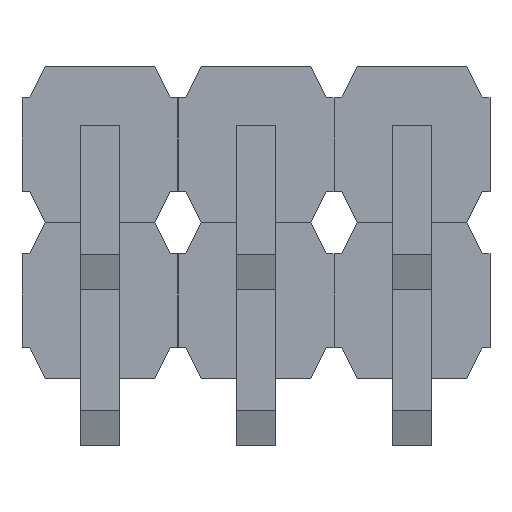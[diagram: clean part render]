
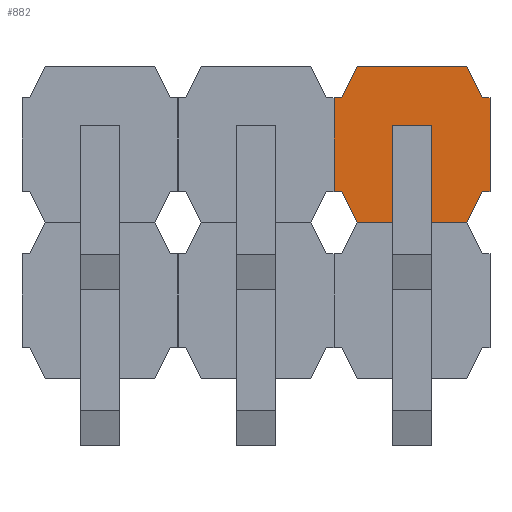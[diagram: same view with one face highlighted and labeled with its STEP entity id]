
A CAD part, top view. The second image highlights one B-rep face of the part: STEP entity #882.
In plain terms, the highlighted planar face has unit normal (0, 0, 1).
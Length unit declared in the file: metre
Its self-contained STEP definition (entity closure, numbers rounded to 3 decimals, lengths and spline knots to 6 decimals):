
#134=ORIENTED_EDGE('',*,*,#310,.F.);
#135=ORIENTED_EDGE('',*,*,#314,.F.);
#136=ORIENTED_EDGE('',*,*,#317,.T.);
#137=ORIENTED_EDGE('',*,*,#320,.F.);
#138=ORIENTED_EDGE('',*,*,#323,.F.);
#139=ORIENTED_EDGE('',*,*,#326,.T.);
#140=ORIENTED_EDGE('',*,*,#329,.T.);
#141=ORIENTED_EDGE('',*,*,#332,.F.);
#142=ORIENTED_EDGE('',*,*,#335,.T.);
#143=ORIENTED_EDGE('',*,*,#338,.F.);
#144=ORIENTED_EDGE('',*,*,#341,.F.);
#145=ORIENTED_EDGE('',*,*,#345,.T.);
#146=ORIENTED_EDGE('',*,*,#300,.T.);
#147=ORIENTED_EDGE('',*,*,#304,.T.);
#148=ORIENTED_EDGE('',*,*,#307,.F.);
#149=ORIENTED_EDGE('',*,*,#343,.T.);
#300=EDGE_CURVE('',#415,#414,#490,.T.);
#304=EDGE_CURVE('',#414,#417,#494,.T.);
#307=EDGE_CURVE('',#419,#417,#497,.T.);
#310=EDGE_CURVE('',#422,#423,#500,.T.);
#314=EDGE_CURVE('',#425,#422,#504,.T.);
#317=EDGE_CURVE('',#425,#427,#507,.T.);
#320=EDGE_CURVE('',#429,#427,#510,.T.);
#323=EDGE_CURVE('',#431,#429,#513,.T.);
#326=EDGE_CURVE('',#431,#433,#516,.T.);
#329=EDGE_CURVE('',#433,#435,#519,.T.);
#332=EDGE_CURVE('',#437,#435,#522,.T.);
#335=EDGE_CURVE('',#437,#439,#525,.T.);
#338=EDGE_CURVE('',#441,#439,#528,.T.);
#341=EDGE_CURVE('',#443,#441,#531,.T.);
#343=EDGE_CURVE('',#419,#415,#533,.T.);
#345=EDGE_CURVE('',#443,#423,#535,.T.);
#414=VERTEX_POINT('',#1235);
#415=VERTEX_POINT('',#1237);
#417=VERTEX_POINT('',#1243);
#419=VERTEX_POINT('',#1249);
#422=VERTEX_POINT('',#1256);
#423=VERTEX_POINT('',#1258);
#425=VERTEX_POINT('',#1264);
#427=VERTEX_POINT('',#1270);
#429=VERTEX_POINT('',#1276);
#431=VERTEX_POINT('',#1282);
#433=VERTEX_POINT('',#1288);
#435=VERTEX_POINT('',#1294);
#437=VERTEX_POINT('',#1300);
#439=VERTEX_POINT('',#1306);
#441=VERTEX_POINT('',#1312);
#443=VERTEX_POINT('',#1318);
#490=LINE('',#1236,#604);
#494=LINE('',#1244,#608);
#497=LINE('',#1250,#611);
#500=LINE('',#1257,#614);
#504=LINE('',#1265,#618);
#507=LINE('',#1271,#621);
#510=LINE('',#1277,#624);
#513=LINE('',#1283,#627);
#516=LINE('',#1289,#630);
#519=LINE('',#1295,#633);
#522=LINE('',#1301,#636);
#525=LINE('',#1307,#639);
#528=LINE('',#1313,#642);
#531=LINE('',#1319,#645);
#533=LINE('',#1322,#647);
#535=LINE('',#1325,#649);
#604=VECTOR('',#1003,1.);
#608=VECTOR('',#1009,1.);
#611=VECTOR('',#1014,1.);
#614=VECTOR('',#1019,1.);
#618=VECTOR('',#1025,1.);
#621=VECTOR('',#1030,1.);
#624=VECTOR('',#1035,1.);
#627=VECTOR('',#1040,1.);
#630=VECTOR('',#1045,1.);
#633=VECTOR('',#1050,1.);
#636=VECTOR('',#1055,1.);
#639=VECTOR('',#1060,1.);
#642=VECTOR('',#1065,1.);
#645=VECTOR('',#1070,1.);
#647=VECTOR('',#1074,1.);
#649=VECTOR('',#1078,1.);
#732=EDGE_LOOP('',(#134,#135,#136,#137,#138,#139,#140,#141,#142,#143,#144,
#145));
#733=EDGE_LOOP('',(#146,#147,#148,#149));
#784=FACE_BOUND('',#732,.T.);
#785=FACE_BOUND('',#733,.T.);
#836=PLANE('',#955);
#882=ADVANCED_FACE('',(#784,#785),#836,.T.);
#955=AXIS2_PLACEMENT_3D('',#1326,#1079,#1080);
#1003=DIRECTION('',(0.,1.,0.));
#1009=DIRECTION('',(1.,0.,0.));
#1014=DIRECTION('',(0.,1.,0.));
#1019=DIRECTION('',(1.,0.,0.));
#1025=DIRECTION('',(0.447,0.894,0.));
#1030=DIRECTION('',(-1.,0.,0.));
#1035=DIRECTION('',(0.,1.,0.));
#1040=DIRECTION('',(-1.,0.,0.));
#1045=DIRECTION('',(0.447,-0.894,0.));
#1050=DIRECTION('',(1.,0.,0.));
#1055=DIRECTION('',(-0.447,-0.894,0.));
#1060=DIRECTION('',(1.,0.,0.));
#1065=DIRECTION('',(0.,-1.,0.));
#1070=DIRECTION('',(1.,0.,0.));
#1074=DIRECTION('',(-1.,0.,0.));
#1078=DIRECTION('',(-0.447,0.894,0.));
#1079=DIRECTION('',(0.,0.,1.));
#1080=DIRECTION('',(1.,0.,0.));
#1235=CARTESIAN_POINT('',(-0.000318,0.000318,0.002499));
#1236=CARTESIAN_POINT('',(-0.000318,0.000159,0.002499));
#1237=CARTESIAN_POINT('',(-0.000318,-0.000318,0.002499));
#1243=CARTESIAN_POINT('',(0.000318,0.000318,0.002499));
#1244=CARTESIAN_POINT('',(-0.000159,0.000318,0.002499));
#1249=CARTESIAN_POINT('',(0.000318,-0.000318,0.002499));
#1250=CARTESIAN_POINT('',(0.000318,0.000159,0.002499));
#1256=CARTESIAN_POINT('',(-0.000889,0.00127,0.002499));
#1257=CARTESIAN_POINT('',(-0.000445,0.00127,0.002499));
#1258=CARTESIAN_POINT('',(0.000889,0.00127,0.002499));
#1264=CARTESIAN_POINT('',(-0.001143,0.000762,0.002499));
#1265=CARTESIAN_POINT('',(-0.001016,0.001016,0.002499));
#1270=CARTESIAN_POINT('',(-0.00127,0.000762,0.002499));
#1271=CARTESIAN_POINT('',(-0.001207,0.000762,0.002499));
#1276=CARTESIAN_POINT('',(-0.00127,-0.000762,0.002499));
#1277=CARTESIAN_POINT('',(-0.00127,0.000381,0.002499));
#1282=CARTESIAN_POINT('',(-0.001143,-0.000762,0.002499));
#1283=CARTESIAN_POINT('',(-0.001207,-0.000762,0.002499));
#1288=CARTESIAN_POINT('',(-0.000889,-0.00127,0.002499));
#1289=CARTESIAN_POINT('',(-0.001016,-0.001016,0.002499));
#1294=CARTESIAN_POINT('',(0.000889,-0.00127,0.002499));
#1295=CARTESIAN_POINT('',(-0.000445,-0.00127,0.002499));
#1300=CARTESIAN_POINT('',(0.001143,-0.000762,0.002499));
#1301=CARTESIAN_POINT('',(0.001016,-0.001016,0.002499));
#1306=CARTESIAN_POINT('',(0.00127,-0.000762,0.002499));
#1307=CARTESIAN_POINT('',(0.001207,-0.000762,0.002499));
#1312=CARTESIAN_POINT('',(0.00127,0.000762,0.002499));
#1313=CARTESIAN_POINT('',(0.00127,-0.000381,0.002499));
#1318=CARTESIAN_POINT('',(0.001143,0.000762,0.002499));
#1319=CARTESIAN_POINT('',(0.001207,0.000762,0.002499));
#1322=CARTESIAN_POINT('',(0.000159,-0.000318,0.002499));
#1325=CARTESIAN_POINT('',(0.001016,0.001016,0.002499));
#1326=CARTESIAN_POINT('',(0.,0.,0.002499));
